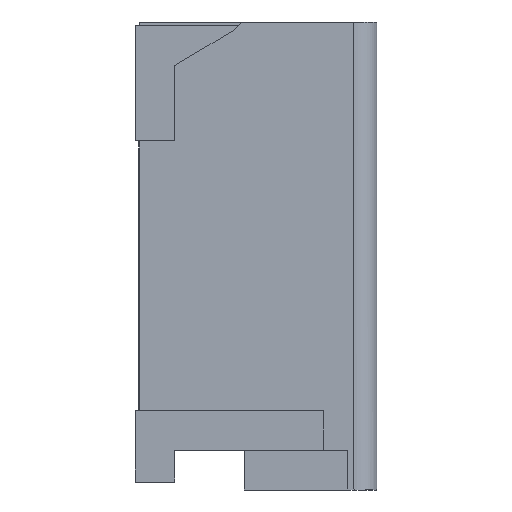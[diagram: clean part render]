
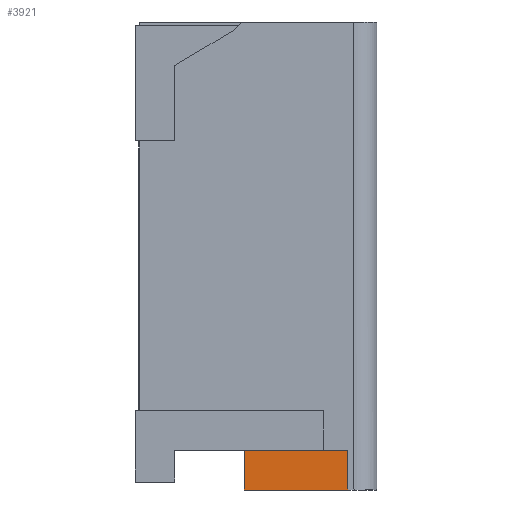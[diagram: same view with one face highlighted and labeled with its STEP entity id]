
A CAD part, left-side view. The second image highlights one B-rep face of the part: STEP entity #3921.
In plain terms, the highlighted planar face has unit normal (-1, 0, 0).
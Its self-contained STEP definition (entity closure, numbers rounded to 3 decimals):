
#284 = PLANE('',#285);
#285 = AXIS2_PLACEMENT_3D('',#286,#287,#288);
#286 = CARTESIAN_POINT('',(223.423,303.558,
    374.163));
#287 = DIRECTION('',(0.,0.,-1.));
#288 = DIRECTION('',(1.,0.,0.));
#309 = PLANE('',#310);
#310 = AXIS2_PLACEMENT_3D('',#311,#312,#313);
#311 = CARTESIAN_POINT('',(226.383,300.545,
    372.893));
#312 = DIRECTION('',(0.,1.,0.));
#313 = DIRECTION('',(0.,0.,-1.));
#334 = PLANE('',#335);
#335 = AXIS2_PLACEMENT_3D('',#336,#337,#338);
#336 = CARTESIAN_POINT('',(229.903,302.132,
    373.663));
#337 = DIRECTION('',(0.,0.,-1.));
#338 = DIRECTION('',(1.,0.,0.));
#1127 = VERTEX_POINT('',#1128);
#1128 = CARTESIAN_POINT('',(226.063,300.545,
    373.663));
#1146 = EDGE_CURVE('',#1147,#1127,#1149,.T.);
#1147 = VERTEX_POINT('',#1148);
#1148 = CARTESIAN_POINT('',(226.063,301.845,
    373.663));
#1149 = SURFACE_CURVE('',#1150,(#1153,#1159),.PCURVE_S1.);
#1150 = B_SPLINE_CURVE_WITH_KNOTS('',1,(#1151,#1152),.UNSPECIFIED.,.F.,
  .F.,(2,2),(-1.3,0.),.PIECEWISE_BEZIER_KNOTS.);
#1151 = CARTESIAN_POINT('',(226.063,301.845,
    373.663));
#1152 = CARTESIAN_POINT('',(226.063,300.545,
    373.663));
#1153 = PCURVE('',#334,#1154);
#1154 = DEFINITIONAL_REPRESENTATION('',(#1155),#1158);
#1155 = B_SPLINE_CURVE_WITH_KNOTS('',1,(#1156,#1157),.UNSPECIFIED.,.F.,
  .F.,(2,2),(-1.3,0.),.PIECEWISE_BEZIER_KNOTS.);
#1156 = CARTESIAN_POINT('',(-3.84,0.287));
#1157 = CARTESIAN_POINT('',(-3.84,1.587));
#1158 = ( GEOMETRIC_REPRESENTATION_CONTEXT(2) 
PARAMETRIC_REPRESENTATION_CONTEXT() REPRESENTATION_CONTEXT('2D SPACE',''
  ) );
#1159 = PCURVE('',#1160,#1165);
#1160 = PLANE('',#1161);
#1161 = AXIS2_PLACEMENT_3D('',#1162,#1163,#1164);
#1162 = CARTESIAN_POINT('',(226.063,300.295,
    372.893));
#1163 = DIRECTION('',(-1.,0.,0.));
#1164 = DIRECTION('',(0.,0.,1.));
#1165 = DEFINITIONAL_REPRESENTATION('',(#1166),#1169);
#1166 = B_SPLINE_CURVE_WITH_KNOTS('',1,(#1167,#1168),.UNSPECIFIED.,.F.,
  .F.,(2,2),(-1.3,0.),.PIECEWISE_BEZIER_KNOTS.);
#1167 = CARTESIAN_POINT('',(0.77,1.55));
#1168 = CARTESIAN_POINT('',(0.77,0.25));
#1169 = ( GEOMETRIC_REPRESENTATION_CONTEXT(2) 
PARAMETRIC_REPRESENTATION_CONTEXT() REPRESENTATION_CONTEXT('2D SPACE',''
  ) );
#1185 = PLANE('',#1186);
#1186 = AXIS2_PLACEMENT_3D('',#1187,#1188,#1189);
#1187 = CARTESIAN_POINT('',(227.503,301.845,
    372.893));
#1188 = DIRECTION('',(0.,1.,0.));
#1189 = DIRECTION('',(0.,0.,-1.));
#2383 = VERTEX_POINT('',#2384);
#2384 = CARTESIAN_POINT('',(226.063,300.545,
    374.163));
#2402 = EDGE_CURVE('',#1127,#2383,#2403,.T.);
#2403 = SURFACE_CURVE('',#2404,(#2407,#2413),.PCURVE_S1.);
#2404 = B_SPLINE_CURVE_WITH_KNOTS('',1,(#2405,#2406),.UNSPECIFIED.,.F.,
  .F.,(2,2),(0.,0.5),.PIECEWISE_BEZIER_KNOTS.);
#2405 = CARTESIAN_POINT('',(226.063,300.545,
    373.663));
#2406 = CARTESIAN_POINT('',(226.063,300.545,
    374.163));
#2407 = PCURVE('',#309,#2408);
#2408 = DEFINITIONAL_REPRESENTATION('',(#2409),#2412);
#2409 = B_SPLINE_CURVE_WITH_KNOTS('',1,(#2410,#2411),.UNSPECIFIED.,.F.,
  .F.,(2,2),(0.,0.5),.PIECEWISE_BEZIER_KNOTS.);
#2410 = CARTESIAN_POINT('',(-0.77,0.32));
#2411 = CARTESIAN_POINT('',(-1.27,0.32));
#2412 = ( GEOMETRIC_REPRESENTATION_CONTEXT(2) 
PARAMETRIC_REPRESENTATION_CONTEXT() REPRESENTATION_CONTEXT('2D SPACE',''
  ) );
#2413 = PCURVE('',#1160,#2414);
#2414 = DEFINITIONAL_REPRESENTATION('',(#2415),#2418);
#2415 = B_SPLINE_CURVE_WITH_KNOTS('',1,(#2416,#2417),.UNSPECIFIED.,.F.,
  .F.,(2,2),(0.,0.5),.PIECEWISE_BEZIER_KNOTS.);
#2416 = CARTESIAN_POINT('',(0.77,0.25));
#2417 = CARTESIAN_POINT('',(1.27,0.25));
#2418 = ( GEOMETRIC_REPRESENTATION_CONTEXT(2) 
PARAMETRIC_REPRESENTATION_CONTEXT() REPRESENTATION_CONTEXT('2D SPACE',''
  ) );
#2699 = VERTEX_POINT('',#2700);
#2700 = CARTESIAN_POINT('',(226.063,301.845,
    374.163));
#2718 = EDGE_CURVE('',#2699,#2383,#2719,.T.);
#2719 = SURFACE_CURVE('',#2720,(#2723,#2729),.PCURVE_S1.);
#2720 = B_SPLINE_CURVE_WITH_KNOTS('',1,(#2721,#2722),.UNSPECIFIED.,.F.,
  .F.,(2,2),(0.,1.3),.PIECEWISE_BEZIER_KNOTS.);
#2721 = CARTESIAN_POINT('',(226.063,301.845,
    374.163));
#2722 = CARTESIAN_POINT('',(226.063,300.545,
    374.163));
#2723 = PCURVE('',#284,#2724);
#2724 = DEFINITIONAL_REPRESENTATION('',(#2725),#2728);
#2725 = B_SPLINE_CURVE_WITH_KNOTS('',1,(#2726,#2727),.UNSPECIFIED.,.F.,
  .F.,(2,2),(0.,1.3),.PIECEWISE_BEZIER_KNOTS.);
#2726 = CARTESIAN_POINT('',(2.64,1.713));
#2727 = CARTESIAN_POINT('',(2.64,3.013));
#2728 = ( GEOMETRIC_REPRESENTATION_CONTEXT(2) 
PARAMETRIC_REPRESENTATION_CONTEXT() REPRESENTATION_CONTEXT('2D SPACE',''
  ) );
#2729 = PCURVE('',#1160,#2730);
#2730 = DEFINITIONAL_REPRESENTATION('',(#2731),#2734);
#2731 = B_SPLINE_CURVE_WITH_KNOTS('',1,(#2732,#2733),.UNSPECIFIED.,.F.,
  .F.,(2,2),(0.,1.3),.PIECEWISE_BEZIER_KNOTS.);
#2732 = CARTESIAN_POINT('',(1.27,1.55));
#2733 = CARTESIAN_POINT('',(1.27,0.25));
#2734 = ( GEOMETRIC_REPRESENTATION_CONTEXT(2) 
PARAMETRIC_REPRESENTATION_CONTEXT() REPRESENTATION_CONTEXT('2D SPACE',''
  ) );
#3838 = EDGE_CURVE('',#2699,#1147,#3839,.T.);
#3839 = SURFACE_CURVE('',#3840,(#3843,#3849),.PCURVE_S1.);
#3840 = B_SPLINE_CURVE_WITH_KNOTS('',1,(#3841,#3842),.UNSPECIFIED.,.F.,
  .F.,(2,2),(-0.5,0.),.PIECEWISE_BEZIER_KNOTS.);
#3841 = CARTESIAN_POINT('',(226.063,301.845,
    374.163));
#3842 = CARTESIAN_POINT('',(226.063,301.845,
    373.663));
#3843 = PCURVE('',#1185,#3844);
#3844 = DEFINITIONAL_REPRESENTATION('',(#3845),#3848);
#3845 = B_SPLINE_CURVE_WITH_KNOTS('',1,(#3846,#3847),.UNSPECIFIED.,.F.,
  .F.,(2,2),(-0.5,0.),.PIECEWISE_BEZIER_KNOTS.);
#3846 = CARTESIAN_POINT('',(-1.27,1.44));
#3847 = CARTESIAN_POINT('',(-0.77,1.44));
#3848 = ( GEOMETRIC_REPRESENTATION_CONTEXT(2) 
PARAMETRIC_REPRESENTATION_CONTEXT() REPRESENTATION_CONTEXT('2D SPACE',''
  ) );
#3849 = PCURVE('',#1160,#3850);
#3850 = DEFINITIONAL_REPRESENTATION('',(#3851),#3854);
#3851 = B_SPLINE_CURVE_WITH_KNOTS('',1,(#3852,#3853),.UNSPECIFIED.,.F.,
  .F.,(2,2),(-0.5,0.),.PIECEWISE_BEZIER_KNOTS.);
#3852 = CARTESIAN_POINT('',(1.27,1.55));
#3853 = CARTESIAN_POINT('',(0.77,1.55));
#3854 = ( GEOMETRIC_REPRESENTATION_CONTEXT(2) 
PARAMETRIC_REPRESENTATION_CONTEXT() REPRESENTATION_CONTEXT('2D SPACE',''
  ) );
#3921 = ADVANCED_FACE('',(#3922),#1160,.T.);
#3922 = FACE_BOUND('',#3923,.T.);
#3923 = EDGE_LOOP('',(#3924,#3925,#3926,#3927));
#3924 = ORIENTED_EDGE('',*,*,#1146,.T.);
#3925 = ORIENTED_EDGE('',*,*,#2402,.T.);
#3926 = ORIENTED_EDGE('',*,*,#2718,.F.);
#3927 = ORIENTED_EDGE('',*,*,#3838,.T.);
